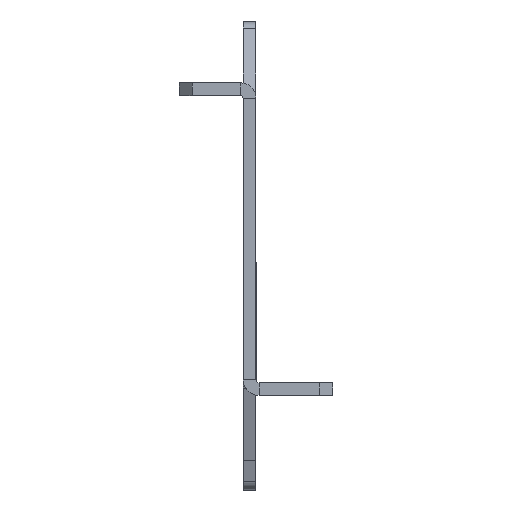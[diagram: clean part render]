
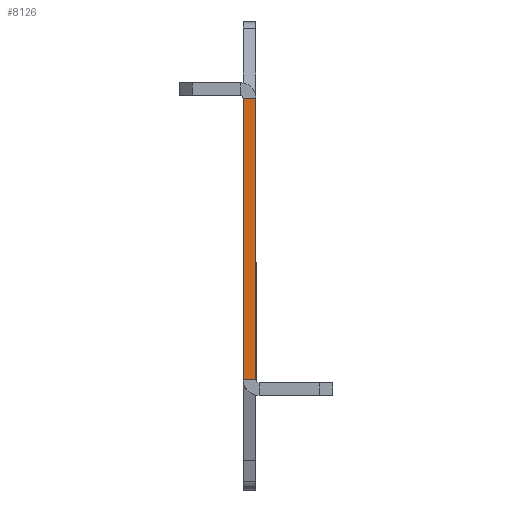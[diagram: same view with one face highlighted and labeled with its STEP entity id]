
A CAD part, left-side view. The second image highlights one B-rep face of the part: STEP entity #8126.
In plain terms, the highlighted planar face has unit normal (-1, 0, 0).
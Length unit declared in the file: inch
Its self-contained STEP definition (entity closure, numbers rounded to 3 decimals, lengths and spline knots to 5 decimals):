
#76 = DIRECTION ( 'NONE',  ( 0., 1., 0. ) ) ;
#169 = CARTESIAN_POINT ( 'NONE',  ( 0., 0.125, -2.75 ) ) ;
#220 = VERTEX_POINT ( 'NONE', #7102 ) ;
#283 = DIRECTION ( 'NONE',  ( 0., 0., 1. ) ) ;
#603 = ORIENTED_EDGE ( 'NONE', *, *, #8000, .F. ) ;
#634 = ORIENTED_EDGE ( 'NONE', *, *, #5198, .T. ) ;
#713 = VERTEX_POINT ( 'NONE', #169 ) ;
#881 = EDGE_LOOP ( 'NONE', ( #603, #634, #5589, #3506 ) ) ;
#1350 = VERTEX_POINT ( 'NONE', #2765 ) ;
#1547 = VECTOR ( 'NONE', #9093, 39.37008 ) ;
#1630 = CARTESIAN_POINT ( 'NONE',  ( 0., 0., -2.75 ) ) ;
#2197 = EDGE_CURVE ( 'NONE', #220, #5351, #6716, .T. ) ;
#2361 = FACE_OUTER_BOUND ( 'NONE', #881, .T. ) ;
#2437 = LINE ( 'NONE', #3051, #11132 ) ;
#2523 = AXIS2_PLACEMENT_3D ( 'NONE', #10243, #5852, #283 ) ;
#2765 = CARTESIAN_POINT ( 'NONE',  ( 0., 0., -2.75 ) ) ;
#2878 = CARTESIAN_POINT ( 'NONE',  ( 0., 0.125, -2.75 ) ) ;
#3051 = CARTESIAN_POINT ( 'NONE',  ( 0., 0.125, 0. ) ) ;
#3506 = ORIENTED_EDGE ( 'NONE', *, *, #9168, .F. ) ;
#4001 = PLANE ( 'NONE',  #2523 ) ;
#4620 = LINE ( 'NONE', #1630, #6437 ) ;
#5198 = EDGE_CURVE ( 'NONE', #1350, #220, #4620, .T. ) ;
#5351 = VERTEX_POINT ( 'NONE', #9731 ) ;
#5589 = ORIENTED_EDGE ( 'NONE', *, *, #2197, .T. ) ;
#5852 = DIRECTION ( 'NONE',  ( 1., 0., 0. ) ) ;
#5969 = LINE ( 'NONE', #2878, #8033 ) ;
#6437 = VECTOR ( 'NONE', #8904, 39.37008 ) ;
#6716 = LINE ( 'NONE', #8915, #1547 ) ;
#7102 = CARTESIAN_POINT ( 'NONE',  ( 0., 0., 0. ) ) ;
#8000 = EDGE_CURVE ( 'NONE', #1350, #713, #5969, .T. ) ;
#8033 = VECTOR ( 'NONE', #76, 39.37008 ) ;
#8126 = ADVANCED_FACE ( 'NONE', ( #2361 ), #4001, .F. ) ;
#8457 = DIRECTION ( 'NONE',  ( 0., 0., 1. ) ) ;
#8904 = DIRECTION ( 'NONE',  ( 0., 0., 1. ) ) ;
#8915 = CARTESIAN_POINT ( 'NONE',  ( 0., 0.125, 0. ) ) ;
#9093 = DIRECTION ( 'NONE',  ( 0., 1., 0. ) ) ;
#9168 = EDGE_CURVE ( 'NONE', #713, #5351, #2437, .T. ) ;
#9731 = CARTESIAN_POINT ( 'NONE',  ( 0., 0.125, 0. ) ) ;
#10243 = CARTESIAN_POINT ( 'NONE',  ( 0., 0.125, 0. ) ) ;
#11132 = VECTOR ( 'NONE', #8457, 39.37008 ) ;
